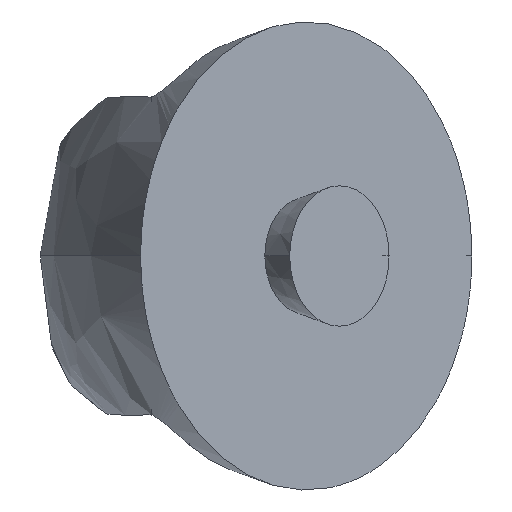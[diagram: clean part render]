
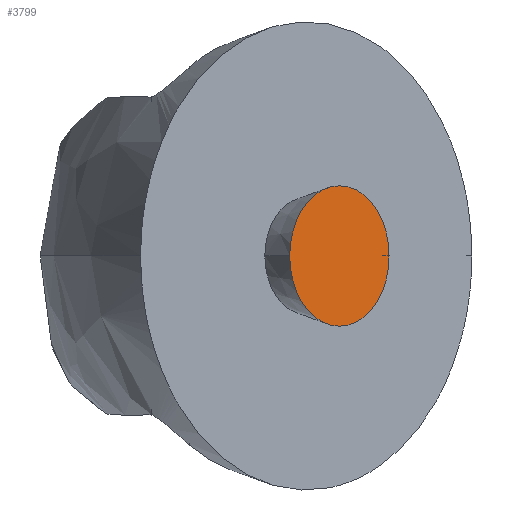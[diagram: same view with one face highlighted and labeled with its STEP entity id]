
A CAD part, front view. The second image highlights one B-rep face of the part: STEP entity #3799.
In plain terms, the highlighted planar face has unit normal (0.707, -0.707, 0).
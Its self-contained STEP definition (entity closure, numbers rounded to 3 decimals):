
#417 = CARTESIAN_POINT ( 'NONE',  ( 2.828, -182.828, 10. ) ) ;
#955 = CARTESIAN_POINT ( 'NONE',  ( 2.828, -182.828, 10. ) ) ;
#1140 = DIRECTION ( 'NONE',  ( -0.707, -0.707, 0. ) ) ;
#2063 = CIRCLE ( 'NONE', #4355, 6. ) ;
#2117 = CARTESIAN_POINT ( 'NONE',  ( 7.071, -178.586, 10. ) ) ;
#2281 = PLANE ( 'NONE',  #6586 ) ;
#3041 = FACE_OUTER_BOUND ( 'NONE', #6197, .T. ) ;
#3799 = ADVANCED_FACE ( 'NONE', ( #3041 ), #2281, .T. ) ;
#3862 = DIRECTION ( 'NONE',  ( -0.707, 0.707, 0. ) ) ;
#3865 = VERTEX_POINT ( 'NONE', #2117 ) ;
#3906 = DIRECTION ( 'NONE',  ( 0.707, -0.707, 0. ) ) ;
#4257 = CARTESIAN_POINT ( 'NONE',  ( -1.414, -187.071, 10. ) ) ;
#4355 = AXIS2_PLACEMENT_3D ( 'NONE', #417, #7688, #1140 ) ;
#4675 = VERTEX_POINT ( 'NONE', #4257 ) ;
#4827 = ORIENTED_EDGE ( 'NONE', *, *, #5717, .F. ) ;
#5100 = ORIENTED_EDGE ( 'NONE', *, *, #5794, .F. ) ;
#5567 = CIRCLE ( 'NONE', #6336, 6. ) ;
#5717 = EDGE_CURVE ( 'NONE', #4675, #3865, #5567, .T. ) ;
#5794 = EDGE_CURVE ( 'NONE', #3865, #4675, #2063, .T. ) ;
#6197 = EDGE_LOOP ( 'NONE', ( #5100, #4827 ) ) ;
#6336 = AXIS2_PLACEMENT_3D ( 'NONE', #955, #3862, #6776 ) ;
#6586 = AXIS2_PLACEMENT_3D ( 'NONE', #6987, #3906, #7454 ) ;
#6776 = DIRECTION ( 'NONE',  ( -0.707, -0.707, 0. ) ) ;
#6987 = CARTESIAN_POINT ( 'NONE',  ( 7.071, -178.586, 10. ) ) ;
#7454 = DIRECTION ( 'NONE',  ( 0.707, 0.707, 0. ) ) ;
#7688 = DIRECTION ( 'NONE',  ( -0.707, 0.707, 0. ) ) ;
